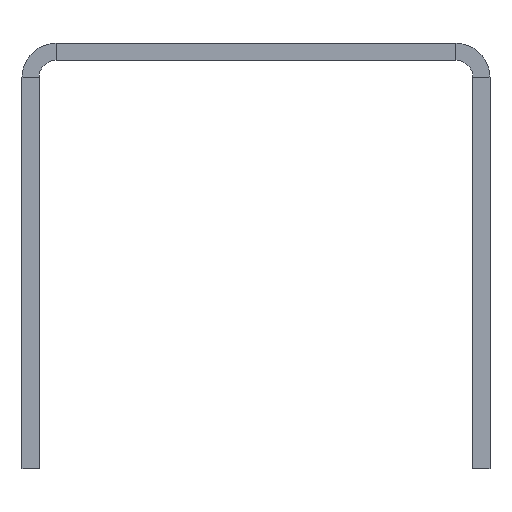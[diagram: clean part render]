
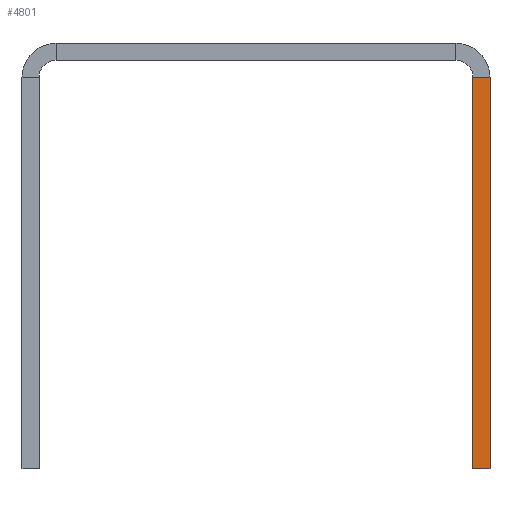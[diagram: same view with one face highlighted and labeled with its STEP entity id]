
A CAD part, front view. The second image highlights one B-rep face of the part: STEP entity #4801.
In plain terms, the highlighted planar face has unit normal (0, -1, 0).
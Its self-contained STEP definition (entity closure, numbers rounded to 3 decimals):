
#755=DIRECTION('',(-1.,0.,0.));
#756=VECTOR('',#755,2.);
#757=CARTESIAN_POINT('',(27.5,-500.,21.));
#758=LINE('',#757,#756);
#759=DIRECTION('',(0.,0.,-1.));
#760=VECTOR('',#759,46.);
#761=CARTESIAN_POINT('',(27.5,-500.,21.));
#762=LINE('',#761,#760);
#763=DIRECTION('',(-1.,0.,0.));
#764=VECTOR('',#763,2.);
#765=CARTESIAN_POINT('',(27.5,-500.,-25.));
#766=LINE('',#765,#764);
#767=DIRECTION('',(0.,0.,-1.));
#768=VECTOR('',#767,46.);
#769=CARTESIAN_POINT('',(25.5,-500.,21.));
#770=LINE('',#769,#768);
#3309=CARTESIAN_POINT('',(27.5,-500.,-25.));
#3311=VERTEX_POINT('',#3309);
#3317=CARTESIAN_POINT('',(25.5,-500.,-25.));
#3319=VERTEX_POINT('',#3317);
#3326=CARTESIAN_POINT('',(27.5,-500.,21.));
#3328=VERTEX_POINT('',#3326);
#3342=CARTESIAN_POINT('',(25.5,-500.,21.));
#3344=VERTEX_POINT('',#3342);
#4788=CARTESIAN_POINT('',(26.5,-500.,-0.5));
#4789=DIRECTION('',(0.,-1.,0.));
#4790=DIRECTION('',(0.,0.,-1.));
#4791=AXIS2_PLACEMENT_3D('',#4788,#4789,#4790);
#4792=PLANE('',#4791);
#4793=ORIENTED_EDGE('',*,*,#4780,.F.);
#4794=ORIENTED_EDGE('',*,*,#4324,.T.);
#4796=ORIENTED_EDGE('',*,*,#4795,.T.);
#4798=ORIENTED_EDGE('',*,*,#4797,.F.);
#4799=EDGE_LOOP('',(#4793,#4794,#4796,#4798));
#4800=FACE_OUTER_BOUND('',#4799,.F.);
#4801=ADVANCED_FACE('',(#4800),#4792,.T.);
#4324=EDGE_CURVE('',#3328,#3311,#762,.T.);
#4780=EDGE_CURVE('',#3328,#3344,#758,.T.);
#4795=EDGE_CURVE('',#3311,#3319,#766,.T.);
#4797=EDGE_CURVE('',#3344,#3319,#770,.T.);
